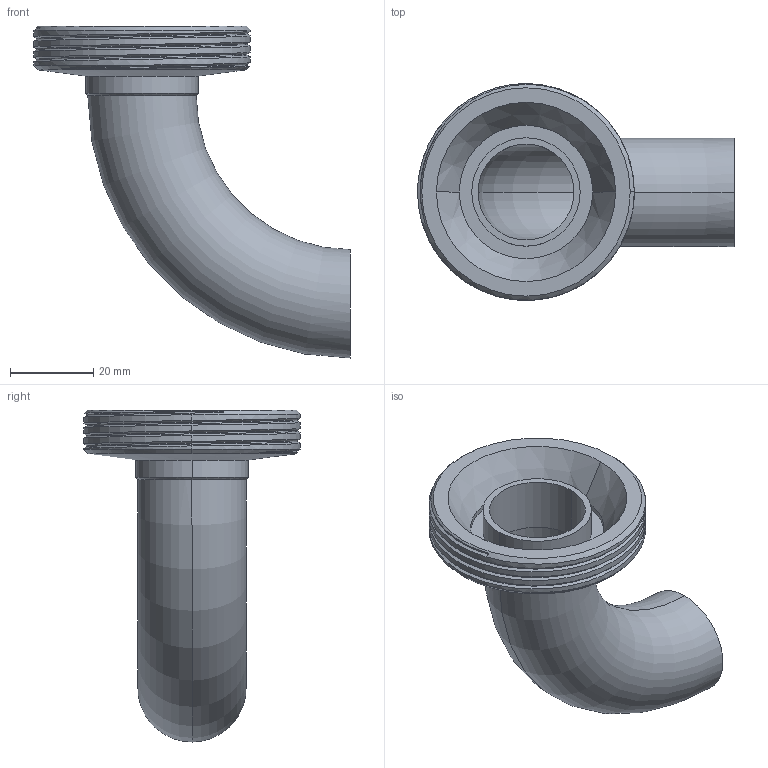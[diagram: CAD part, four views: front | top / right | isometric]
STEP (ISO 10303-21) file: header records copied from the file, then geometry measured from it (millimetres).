
FILE_DESCRIPTION (( 'STEP AP203' ), '1' );
FILE_NAME ('3D_M-3004_25_174784270.STEP', '2024-09-10T05:33:01', ( '' ), ( '' ), 'SwSTEP 2.0', 'SolidWorks 2024', '' );
FILE_SCHEMA (( 'CONFIG_CONTROL_DESIGN' ));
Length unit declared in the file: millimetre
Products named in the file (1): 3D_M-3004_25_174784270
Bounding box: 76 x 52 x 79.66 mm (x, y, z)
Volume: 22652.4 mm3; surface area: 19998.7 mm2
Topology: 1 solids, 1 shells, 39 faces, 90 edges, 55 vertices
Faces by surface type: cylinder 17, cone 10, plane 5, torus 4, bspline 3
Entity records: 2183 total; most frequent: CARTESIAN_POINT 1281, ORIENTED_EDGE 180, DIRECTION 168, EDGE_CURVE 90, AXIS2_PLACEMENT_3D 71, VERTEX_POINT 55, EDGE_LOOP 43, ADVANCED_FACE 39
